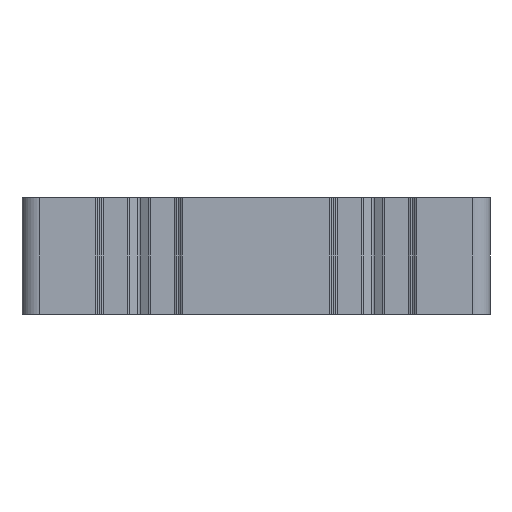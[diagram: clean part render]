
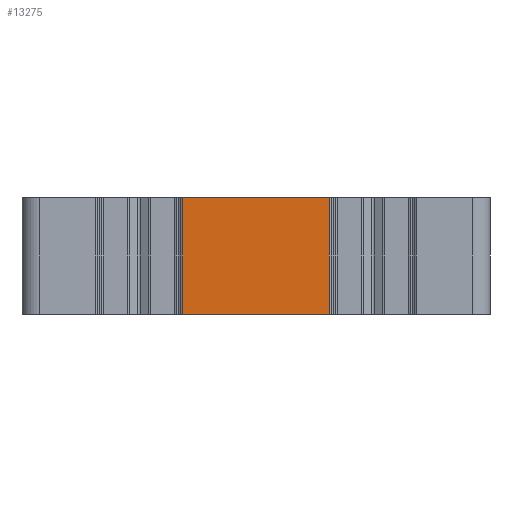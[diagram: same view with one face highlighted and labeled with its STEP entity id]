
A CAD part, left-side view. The second image highlights one B-rep face of the part: STEP entity #13275.
In plain terms, the highlighted planar face has unit normal (-1, 0, 0).
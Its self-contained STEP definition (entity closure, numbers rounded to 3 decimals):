
#13217=CARTESIAN_POINT('',(-10.,-16.25,10.0));
#13218=VERTEX_POINT('',#13217);
#13226=CARTESIAN_POINT('',(-10.,-16.25,0.0));
#13227=VERTEX_POINT('',#13226);
#13228=CARTESIAN_POINT('',(-10.,-16.25,0.0));
#13229=DIRECTION('',(0.0,0.0,1.0));
#13230=VECTOR('',#13229,10.0);
#13231=LINE('',#13228,#13230);
#13232=EDGE_CURVE('',#13227,#13218,#13231,.T.);
#13245=CARTESIAN_POINT('',(-10.,-16.25,0.0));
#13246=DIRECTION('',(-1.0,0.0,0.0));
#13247=DIRECTION('',(0.0,0.0,1.0));
#13248=AXIS2_PLACEMENT_3D('',#13245,#13246,#13247);
#13249=PLANE('',#13248);
#13250=CARTESIAN_POINT('',(-10.,-3.75,10.0));
#13251=VERTEX_POINT('',#13250);
#13252=CARTESIAN_POINT('',(-10.,-16.25,10.0));
#13253=DIRECTION('',(0.0,1.0,0.0));
#13254=VECTOR('',#13253,12.5);
#13255=LINE('',#13252,#13254);
#13256=EDGE_CURVE('',#13218,#13251,#13255,.T.);
#13257=ORIENTED_EDGE('',*,*,#13256,.T.);
#13258=CARTESIAN_POINT('',(-10.,-3.75,0.0));
#13259=VERTEX_POINT('',#13258);
#13260=CARTESIAN_POINT('',(-10.,-3.75,0.0));
#13261=DIRECTION('',(0.0,0.0,1.0));
#13262=VECTOR('',#13261,10.0);
#13263=LINE('',#13260,#13262);
#13264=EDGE_CURVE('',#13259,#13251,#13263,.T.);
#13265=ORIENTED_EDGE('',*,*,#13264,.F.);
#13266=CARTESIAN_POINT('',(-10.,-3.75,0.0));
#13267=DIRECTION('',(0.0,-1.0,0.0));
#13268=VECTOR('',#13267,12.5);
#13269=LINE('',#13266,#13268);
#13270=EDGE_CURVE('',#13259,#13227,#13269,.T.);
#13271=ORIENTED_EDGE('',*,*,#13270,.T.);
#13272=ORIENTED_EDGE('',*,*,#13232,.T.);
#13273=EDGE_LOOP('',(#13257,#13265,#13271,#13272));
#13274=FACE_OUTER_BOUND('',#13273,.T.);
#13275=ADVANCED_FACE('',(#13274),#13249,.T.);
